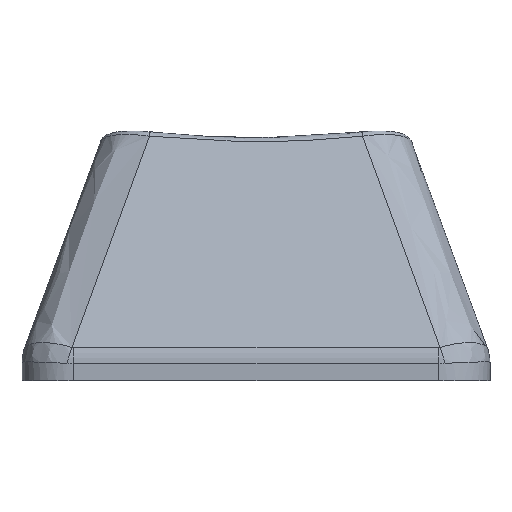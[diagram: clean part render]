
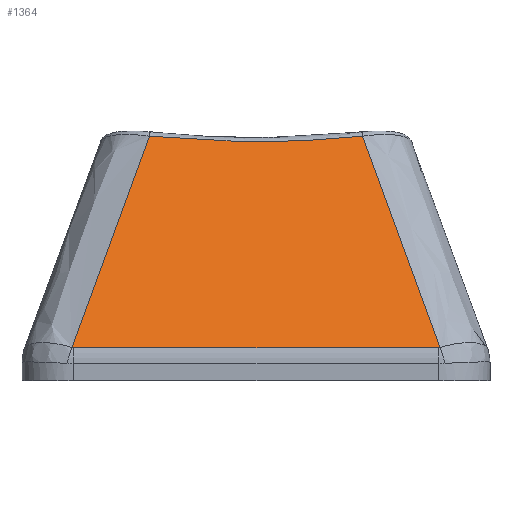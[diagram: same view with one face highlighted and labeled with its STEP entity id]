
A CAD part, front view. The second image highlights one B-rep face of the part: STEP entity #1364.
In plain terms, the highlighted planar face has unit normal (0, -0.909, 0.417).
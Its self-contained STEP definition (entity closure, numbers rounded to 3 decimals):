
#14=PLANE('',#1460);
#125=LINE('',#2443,#182);
#182=VECTOR('',#1565,10.);
#244=ELLIPSE('',#1453,1.2,0.5);
#246=ELLIPSE('',#1458,1.2,0.5);
#269=FACE_OUTER_BOUND('',#347,.T.);
#347=EDGE_LOOP('',(#1029,#1030,#1031,#1032,#1033,#1034));
#471=B_SPLINE_CURVE_WITH_KNOTS('',3,(#2603,#2604,#2605,#2606),
 .UNSPECIFIED.,.F.,.F.,(4,4),(-0.969,-0.018),
 .UNSPECIFIED.);
#473=B_SPLINE_CURVE_WITH_KNOTS('',3,(#2614,#2615,#2616,#2617),
 .UNSPECIFIED.,.F.,.F.,(4,4),(0.018,0.969),
 .UNSPECIFIED.);
#474=B_SPLINE_CURVE_WITH_KNOTS('',3,(#2618,#2619,#2620,#2621),
 .UNSPECIFIED.,.F.,.F.,(4,4),(-0.829,0.),.UNSPECIFIED.);
#590=VERTEX_POINT('',#2399);
#594=VERTEX_POINT('',#2433);
#596=VERTEX_POINT('',#2439);
#598=VERTEX_POINT('',#2460);
#604=VERTEX_POINT('',#2602);
#605=VERTEX_POINT('',#2613);
#755=EDGE_CURVE('',#590,#594,#244,.T.);
#758=EDGE_CURVE('',#594,#596,#125,.T.);
#761=EDGE_CURVE('',#596,#598,#246,.T.);
#772=EDGE_CURVE('',#598,#604,#471,.T.);
#774=EDGE_CURVE('',#605,#590,#473,.T.);
#775=EDGE_CURVE('',#604,#605,#474,.T.);
#1029=ORIENTED_EDGE('',*,*,#761,.F.);
#1030=ORIENTED_EDGE('',*,*,#758,.F.);
#1031=ORIENTED_EDGE('',*,*,#755,.F.);
#1032=ORIENTED_EDGE('',*,*,#774,.F.);
#1033=ORIENTED_EDGE('',*,*,#775,.F.);
#1034=ORIENTED_EDGE('',*,*,#772,.F.);
#1364=ADVANCED_FACE('',(#269),#14,.T.);
#1453=AXIS2_PLACEMENT_3D('',#2437,#1558,#1559);
#1458=AXIS2_PLACEMENT_3D('',#2464,#1570,#1571);
#1460=AXIS2_PLACEMENT_3D('',#2612,#1574,#1575);
#1558=DIRECTION('center_axis',(0.,0.909,-0.417));
#1559=DIRECTION('ref_axis',(0.,-0.417,-0.909));
#1565=DIRECTION('',(-1.,0.,0.));
#1570=DIRECTION('center_axis',(0.,0.909,-0.417));
#1571=DIRECTION('ref_axis',(0.,-0.417,-0.909));
#1574=DIRECTION('center_axis',(0.,-0.909,
0.417));
#1575=DIRECTION('ref_axis',(0.,-0.417,-0.909));
#2399=CARTESIAN_POINT('',(7.144,-8.94,0.306));
#2433=CARTESIAN_POINT('',(7.081,-8.944,0.298));
#2437=CARTESIAN_POINT('Origin',(7.081,-8.444,1.389));
#2439=CARTESIAN_POINT('',(-7.08,-8.944,0.298));
#2443=CARTESIAN_POINT('',(7.525,-8.944,0.298));
#2460=CARTESIAN_POINT('',(-7.144,-8.94,0.306));
#2464=CARTESIAN_POINT('Origin',(-7.08,-8.444,1.389));
#2602=CARTESIAN_POINT('',(-4.136,-5.185,8.501));
#2603=CARTESIAN_POINT('Ctrl Pts',(-7.144,-8.94,0.306));
#2604=CARTESIAN_POINT('Ctrl Pts',(-6.151,-7.687,3.041));
#2605=CARTESIAN_POINT('Ctrl Pts',(-5.151,-6.435,5.773));
#2606=CARTESIAN_POINT('Ctrl Pts',(-4.136,-5.185,8.501));
#2612=CARTESIAN_POINT('Origin',(5.969,-4.966,8.98));
#2613=CARTESIAN_POINT('',(4.136,-5.185,8.501));
#2614=CARTESIAN_POINT('Ctrl Pts',(4.136,-5.185,8.501));
#2615=CARTESIAN_POINT('Ctrl Pts',(5.151,-6.435,5.773));
#2616=CARTESIAN_POINT('Ctrl Pts',(6.151,-7.687,3.041));
#2617=CARTESIAN_POINT('Ctrl Pts',(7.144,-8.94,0.306));
#2618=CARTESIAN_POINT('Ctrl Pts',(-4.136,-5.185,8.501));
#2619=CARTESIAN_POINT('Ctrl Pts',(-1.391,-5.32,8.207));
#2620=CARTESIAN_POINT('Ctrl Pts',(1.391,-5.32,8.207));
#2621=CARTESIAN_POINT('Ctrl Pts',(4.136,-5.185,8.501));
